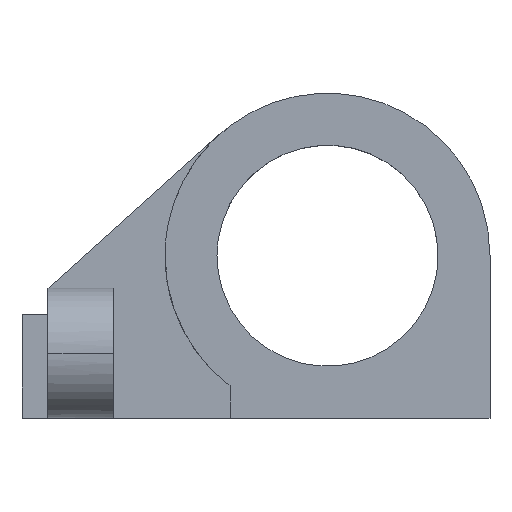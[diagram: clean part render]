
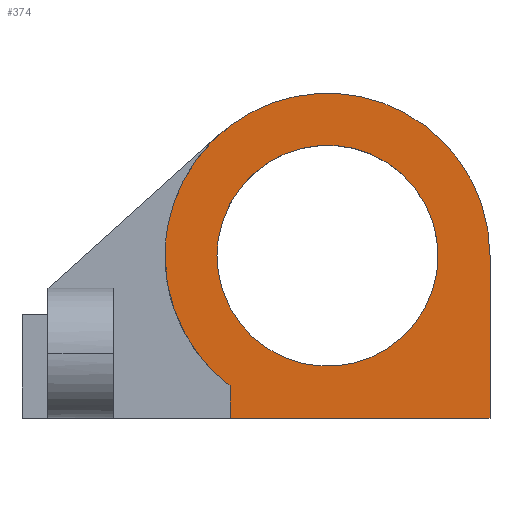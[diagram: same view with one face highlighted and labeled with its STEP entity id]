
A CAD part, top view. The second image highlights one B-rep face of the part: STEP entity #374.
In plain terms, the highlighted free-form (B-spline) face has degree [1, 1] with [2, 2] control points.
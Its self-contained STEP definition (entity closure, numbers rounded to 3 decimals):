
#70 = VERTEX_POINT('',#71);
#71 = CARTESIAN_POINT('',(-25.044,0.,10.312));
#89 = VERTEX_POINT('',#90);
#90 = CARTESIAN_POINT('',(25.044,0.,
    10.312));
#95 = EDGE_CURVE('',#70,#89,#96,.T.);
#96 = ( BOUNDED_CURVE() B_SPLINE_CURVE(2,(#97,#98,#99,#100,#101),
.UNSPECIFIED.,.F.,.F.) B_SPLINE_CURVE_WITH_KNOTS((3,2,3),(3.142,
4.712,6.283),.PIECEWISE_BEZIER_KNOTS.) CURVE() 
GEOMETRIC_REPRESENTATION_ITEM() RATIONAL_B_SPLINE_CURVE((1.,
0.707,1.,0.707,1.)) REPRESENTATION_ITEM('') );
#97 = CARTESIAN_POINT('',(-25.044,0.,
    10.312));
#98 = CARTESIAN_POINT('',(-25.044,-25.044,
    10.312));
#99 = CARTESIAN_POINT('',(0.,-25.044,
    10.312));
#100 = CARTESIAN_POINT('',(25.044,-25.044,
    10.312));
#101 = CARTESIAN_POINT('',(25.044,0.,
    10.312));
#117 = EDGE_CURVE('',#118,#120,#122,.T.);
#118 = VERTEX_POINT('',#119);
#119 = CARTESIAN_POINT('',(-36.83,0.,10.312));
#120 = VERTEX_POINT('',#121);
#121 = CARTESIAN_POINT('',(-22.098,-29.464,
    10.312));
#122 = ( BOUNDED_CURVE() B_SPLINE_CURVE(2,(#123,#124,#125),
.UNSPECIFIED.,.F.,.F.) B_SPLINE_CURVE_WITH_KNOTS((3,3),(3.142,
4.069),.PIECEWISE_BEZIER_KNOTS.) CURVE() 
GEOMETRIC_REPRESENTATION_ITEM() RATIONAL_B_SPLINE_CURVE((1.,0.894,
1.)) REPRESENTATION_ITEM('') );
#123 = CARTESIAN_POINT('',(-36.83,0.,
    10.312));
#124 = CARTESIAN_POINT('',(-36.83,-18.415,
    10.312));
#125 = CARTESIAN_POINT('',(-22.098,-29.464,
    10.312));
#374 = ADVANCED_FACE('',(#375,#407),#418,.T.);
#375 = FACE_BOUND('',#376,.T.);
#376 = EDGE_LOOP('',(#377,#387,#388,#395,#402));
#377 = ORIENTED_EDGE('',*,*,#378,.T.);
#378 = EDGE_CURVE('',#379,#118,#381,.T.);
#379 = VERTEX_POINT('',#380);
#380 = CARTESIAN_POINT('',(36.83,0.,10.312));
#381 = ( BOUNDED_CURVE() B_SPLINE_CURVE(2,(#382,#383,#384,#385,#386),
.UNSPECIFIED.,.F.,.F.) B_SPLINE_CURVE_WITH_KNOTS((3,2,3),(0.,
1.571,3.142),.PIECEWISE_BEZIER_KNOTS.) CURVE() 
GEOMETRIC_REPRESENTATION_ITEM() RATIONAL_B_SPLINE_CURVE((1.,
0.707,1.,0.707,1.)) REPRESENTATION_ITEM('') );
#382 = CARTESIAN_POINT('',(36.83,0.,10.312));
#383 = CARTESIAN_POINT('',(36.83,36.83,
    10.312));
#384 = CARTESIAN_POINT('',(0.,36.83,
    10.312));
#385 = CARTESIAN_POINT('',(-36.83,36.83,
    10.312));
#386 = CARTESIAN_POINT('',(-36.83,0.,
    10.312));
#387 = ORIENTED_EDGE('',*,*,#117,.T.);
#388 = ORIENTED_EDGE('',*,*,#389,.T.);
#389 = EDGE_CURVE('',#120,#390,#392,.T.);
#390 = VERTEX_POINT('',#391);
#391 = CARTESIAN_POINT('',(-22.098,-36.83,
    10.312));
#392 = B_SPLINE_CURVE_WITH_KNOTS('',1,(#393,#394),.UNSPECIFIED.,.F.,.F.,
  (2,2),(-5.,-0.),.PIECEWISE_BEZIER_KNOTS.);
#393 = CARTESIAN_POINT('',(-22.098,-29.464,
    10.312));
#394 = CARTESIAN_POINT('',(-22.098,-36.83,
    10.312));
#395 = ORIENTED_EDGE('',*,*,#396,.T.);
#396 = EDGE_CURVE('',#390,#397,#399,.T.);
#397 = VERTEX_POINT('',#398);
#398 = CARTESIAN_POINT('',(36.83,-36.83,
    10.312));
#399 = B_SPLINE_CURVE_WITH_KNOTS('',1,(#400,#401),.UNSPECIFIED.,.F.,.F.,
  (2,2),(-15.,25.),.PIECEWISE_BEZIER_KNOTS.);
#400 = CARTESIAN_POINT('',(-22.098,-36.83,
    10.312));
#401 = CARTESIAN_POINT('',(36.83,-36.83,
    10.312));
#402 = ORIENTED_EDGE('',*,*,#403,.T.);
#403 = EDGE_CURVE('',#397,#379,#404,.T.);
#404 = B_SPLINE_CURVE_WITH_KNOTS('',1,(#405,#406),.UNSPECIFIED.,.F.,.F.,
  (2,2),(-25.,0.),.PIECEWISE_BEZIER_KNOTS.);
#405 = CARTESIAN_POINT('',(36.83,-36.83,
    10.312));
#406 = CARTESIAN_POINT('',(36.83,0.,10.312));
#407 = FACE_BOUND('',#408,.T.);
#408 = EDGE_LOOP('',(#409,#410));
#409 = ORIENTED_EDGE('',*,*,#95,.F.);
#410 = ORIENTED_EDGE('',*,*,#411,.F.);
#411 = EDGE_CURVE('',#89,#70,#412,.T.);
#412 = ( BOUNDED_CURVE() B_SPLINE_CURVE(2,(#413,#414,#415,#416,#417),
.UNSPECIFIED.,.F.,.F.) B_SPLINE_CURVE_WITH_KNOTS((3,2,3),(0.,
1.571,3.142),.PIECEWISE_BEZIER_KNOTS.) CURVE() 
GEOMETRIC_REPRESENTATION_ITEM() RATIONAL_B_SPLINE_CURVE((1.,
0.707,1.,0.707,1.)) REPRESENTATION_ITEM('') );
#413 = CARTESIAN_POINT('',(25.044,0.,10.312));
#414 = CARTESIAN_POINT('',(25.044,25.044,
    10.312));
#415 = CARTESIAN_POINT('',(0.,25.044,
    10.312));
#416 = CARTESIAN_POINT('',(-25.044,25.044,
    10.312));
#417 = CARTESIAN_POINT('',(-25.044,0.,
    10.312));
#418 = B_SPLINE_SURFACE_WITH_KNOTS('',1,1,(
    (#419,#420)
    ,(#421,#422
    )),.UNSPECIFIED.,.F.,.F.,.F.,(2,2),(2,2),(-25.,25.),(-25.,25.),
  .PIECEWISE_BEZIER_KNOTS.);
#419 = CARTESIAN_POINT('',(-36.83,-36.83,
    10.312));
#420 = CARTESIAN_POINT('',(-36.83,36.83,
    10.312));
#421 = CARTESIAN_POINT('',(36.83,-36.83,
    10.312));
#422 = CARTESIAN_POINT('',(36.83,36.83,
    10.312));
